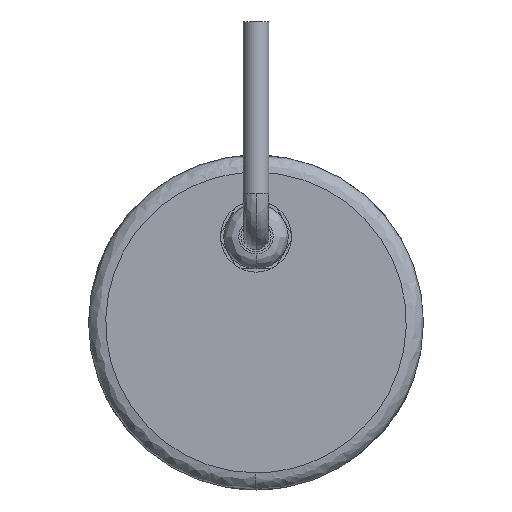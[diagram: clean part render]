
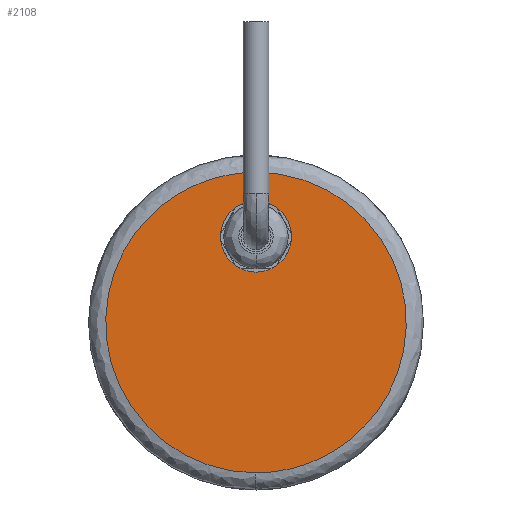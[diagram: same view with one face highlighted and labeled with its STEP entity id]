
A CAD part, front view. The second image highlights one B-rep face of the part: STEP entity #2108.
In plain terms, the highlighted planar face has unit normal (0, -1, 0).
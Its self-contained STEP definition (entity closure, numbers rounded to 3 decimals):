
#213 = VERTEX_POINT ( 'NONE', #3834 ) ;
#303 = AXIS2_PLACEMENT_3D ( 'NONE', #4255, #4270, #4239 ) ;
#330 = ORIENTED_EDGE ( 'NONE', *, *, #3673, .F. ) ;
#569 = CARTESIAN_POINT ( 'NONE',  ( 0., -52., 35. ) ) ;
#597 = CARTESIAN_POINT ( 'NONE',  ( 0.168, -52., 35. ) ) ;
#598 = ORIENTED_EDGE ( 'NONE', *, *, #3202, .F. ) ;
#600 = CARTESIAN_POINT ( 'NONE',  ( 0.112, -52., 35. ) ) ;
#607 = CARTESIAN_POINT ( 'NONE',  ( 0.056, -52., 35. ) ) ;
#613 = CARTESIAN_POINT ( 'NONE',  ( 0., -52., 35. ) ) ;
#735 = VERTEX_POINT ( 'NONE', #771 ) ;
#771 = CARTESIAN_POINT ( 'NONE',  ( 0., -52., 28.25 ) ) ;
#848 = CARTESIAN_POINT ( 'NONE',  ( -0.056, -52., -35. ) ) ;
#898 = CARTESIAN_POINT ( 'NONE',  ( 0., -52., -35. ) ) ;
#1095 = EDGE_LOOP ( 'NONE', ( #598, #3212, #2029, #330 ) ) ;
#1121 = EDGE_LOOP ( 'NONE', ( #2885, #1722 ) ) ;
#1360 = VERTEX_POINT ( 'NONE', #2867 ) ;
#1722 = ORIENTED_EDGE ( 'NONE', *, *, #3556, .T. ) ;
#1780 = VERTEX_POINT ( 'NONE', #4328 ) ;
#1836 = CARTESIAN_POINT ( 'NONE',  ( -0.112, -52., -35. ) ) ;
#1847 = CARTESIAN_POINT ( 'NONE',  ( -0.168, -52., -35. ) ) ;
#2029 = ORIENTED_EDGE ( 'NONE', *, *, #3629, .F. ) ;
#2033 =( BOUNDED_CURVE ( )  B_SPLINE_CURVE ( 3, ( #4786, #4767, #4122, #4218 ),
 .UNSPECIFIED., .F., .F. ) 
 B_SPLINE_CURVE_WITH_KNOTS ( ( 4, 4 ),
 ( 0.002, 1. ),
 .UNSPECIFIED. ) 
 CURVE ( )  GEOMETRIC_REPRESENTATION_ITEM ( )  RATIONAL_B_SPLINE_CURVE ( ( 1., 0.335, 0.335, 1. ) ) 
 REPRESENTATION_ITEM ( '' )  );
#2108 = ADVANCED_FACE ( 'NONE', ( #2847, #2865 ), #4241, .T. ) ;
#2122 =( BOUNDED_CURVE ( )  B_SPLINE_CURVE ( 3, ( #898, #848, #1836, #1847 ),
 .UNSPECIFIED., .F., .F. ) 
 B_SPLINE_CURVE_WITH_KNOTS ( ( 4, 4 ),
 ( 0., 0.002 ),
 .UNSPECIFIED. ) 
 CURVE ( )  GEOMETRIC_REPRESENTATION_ITEM ( )  RATIONAL_B_SPLINE_CURVE ( ( 1., 1., 1., 1. ) ) 
 REPRESENTATION_ITEM ( '' )  );
#2237 = VERTEX_POINT ( 'NONE', #3770 ) ;
#2386 = CARTESIAN_POINT ( 'NONE',  ( 0., -52., 35. ) ) ;
#2391 = CARTESIAN_POINT ( 'NONE',  ( -69.665, -52., 35. ) ) ;
#2398 = CARTESIAN_POINT ( 'NONE',  ( -69.832, -52., -34.665 ) ) ;
#2402 = CARTESIAN_POINT ( 'NONE',  ( -0.168, -52., -35. ) ) ;
#2546 =( BOUNDED_CURVE ( )  B_SPLINE_CURVE ( 3, ( #2402, #2398, #2391, #2386 ),
 .UNSPECIFIED., .F., .F. ) 
 B_SPLINE_CURVE_WITH_KNOTS ( ( 4, 4 ),
 ( 0.002, 1. ),
 .UNSPECIFIED. ) 
 CURVE ( )  GEOMETRIC_REPRESENTATION_ITEM ( )  RATIONAL_B_SPLINE_CURVE ( ( 1., 0.335, 0.335, 1. ) ) 
 REPRESENTATION_ITEM ( '' )  );
#2572 = EDGE_CURVE ( 'NONE', #1360, #3216, #2546, .T. ) ;
#2847 = FACE_BOUND ( 'NONE', #1121, .T. ) ;
#2865 = FACE_OUTER_BOUND ( 'NONE', #1095, .T. ) ;
#2867 = CARTESIAN_POINT ( 'NONE',  ( -0.168, -52., -35. ) ) ;
#2885 = ORIENTED_EDGE ( 'NONE', *, *, #3423, .T. ) ;
#2910 = CARTESIAN_POINT ( 'NONE',  ( 0., -52., 20. ) ) ;
#2915 = DIRECTION ( 'NONE',  ( 0., 1., 0. ) ) ;
#2916 = DIRECTION ( 'NONE',  ( 0., 0., -1. ) ) ;
#2984 = AXIS2_PLACEMENT_3D ( 'NONE', #2910, #2915, #2916 ) ;
#3200 = AXIS2_PLACEMENT_3D ( 'NONE', #3960, #3974, #4012 ) ;
#3202 = EDGE_CURVE ( 'NONE', #3216, #213, #3573, .T. ) ;
#3212 = ORIENTED_EDGE ( 'NONE', *, *, #2572, .F. ) ;
#3216 = VERTEX_POINT ( 'NONE', #569 ) ;
#3423 = EDGE_CURVE ( 'NONE', #1780, #735, #3790, .T. ) ;
#3556 = EDGE_CURVE ( 'NONE', #735, #1780, #3836, .T. ) ;
#3573 =( BOUNDED_CURVE ( )  B_SPLINE_CURVE ( 3, ( #613, #607, #600, #597 ),
 .UNSPECIFIED., .F., .F. ) 
 B_SPLINE_CURVE_WITH_KNOTS ( ( 4, 4 ),
 ( 0., 0.002 ),
 .UNSPECIFIED. ) 
 CURVE ( )  GEOMETRIC_REPRESENTATION_ITEM ( )  RATIONAL_B_SPLINE_CURVE ( ( 1., 1., 1., 1. ) ) 
 REPRESENTATION_ITEM ( '' )  );
#3629 = EDGE_CURVE ( 'NONE', #2237, #1360, #2122, .T. ) ;
#3673 = EDGE_CURVE ( 'NONE', #213, #2237, #2033, .T. ) ;
#3770 = CARTESIAN_POINT ( 'NONE',  ( 0., -52., -35. ) ) ;
#3790 = CIRCLE ( 'NONE', #2984, 8.25 ) ;
#3834 = CARTESIAN_POINT ( 'NONE',  ( 0.168, -52., 35. ) ) ;
#3836 = CIRCLE ( 'NONE', #3200, 8.25 ) ;
#3960 = CARTESIAN_POINT ( 'NONE',  ( 0., -52., 20. ) ) ;
#3974 = DIRECTION ( 'NONE',  ( 0., 1., 0. ) ) ;
#4012 = DIRECTION ( 'NONE',  ( 0., 0., -1. ) ) ;
#4122 = CARTESIAN_POINT ( 'NONE',  ( 69.665, -52., -35. ) ) ;
#4218 = CARTESIAN_POINT ( 'NONE',  ( 0., -52., -35. ) ) ;
#4239 = DIRECTION ( 'NONE',  ( 0., 0., -1. ) ) ;
#4241 = PLANE ( 'NONE',  #303 ) ;
#4255 = CARTESIAN_POINT ( 'NONE',  ( 0., -52., 0. ) ) ;
#4270 = DIRECTION ( 'NONE',  ( 0., -1., 0. ) ) ;
#4328 = CARTESIAN_POINT ( 'NONE',  ( 0., -52., 11.75 ) ) ;
#4767 = CARTESIAN_POINT ( 'NONE',  ( 69.832, -52., 34.665 ) ) ;
#4786 = CARTESIAN_POINT ( 'NONE',  ( 0.168, -52., 35. ) ) ;
